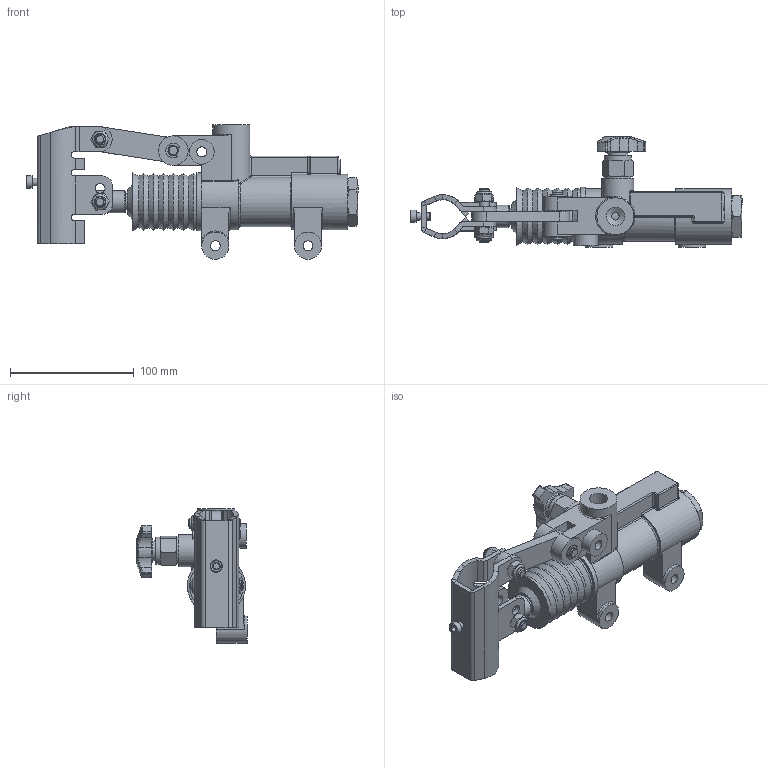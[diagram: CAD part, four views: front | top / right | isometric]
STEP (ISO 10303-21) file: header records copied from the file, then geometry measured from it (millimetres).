
FILE_DESCRIPTION(/* description */ ('Unknown'),/* implementation_level */ '2;1');
FILE_NAME(/* name */ 'PM20S',/* time_stamp */ '2024-11-28T16:36:19+01:00',/* author */ ('Unknown'),/* organization */ ('Unknown'),/* preprocessor_version */ 'ST-DEVELOPER v19.4',/* originating_system */ 'Solid Edge',/* authorisation */ 'Unknown');
FILE_SCHEMA (('AUTOMOTIVE_DESIGN {1 0 10303 214 3 1 1}'));
Length unit declared in the file: millimetre
Products named in the file (1): PM20S
Bounding box: 268.51 x 89.46 x 108.89 mm (x, y, z)
Volume: 412659.4 mm3; surface area: 108903.4 mm2
Topology: 1 solids, 1 shells, 534 faces, 1361 edges, 852 vertices
Faces by surface type: plane 222, cylinder 153, cone 84, bspline 33, torus 30, sphere 12
Full cylindrical faces by diameter (mm): 4.995 x2, 5.994 x3, 6 x2, 6.993 x1, 7.9 x3, 7.992 x11, 8.192 x6, 9.99 x2, 10.989 x1, 11.489 x1, 12.488 x4, 12.987 x1, 14.985 x2, 15.984 x1, 17.982 x3, 18.581 x1, 19.98 x1, 21.978 x4, 23.976 x2, 25.974 x1, 28.643 x1, 29.97 x1, 35.307 x1, 44.955 x2, 46.953 x1
Entity records: 21426 total; most frequent: CARTESIAN_POINT 5829, DIRECTION 2423, ORIENTED_EDGE 2350, EDGE_CURVE 1175, AXIS2_PLACEMENT_3D 994, VERTEX_POINT 803, FACE_BOUND 730, EDGE_LOOP 729
